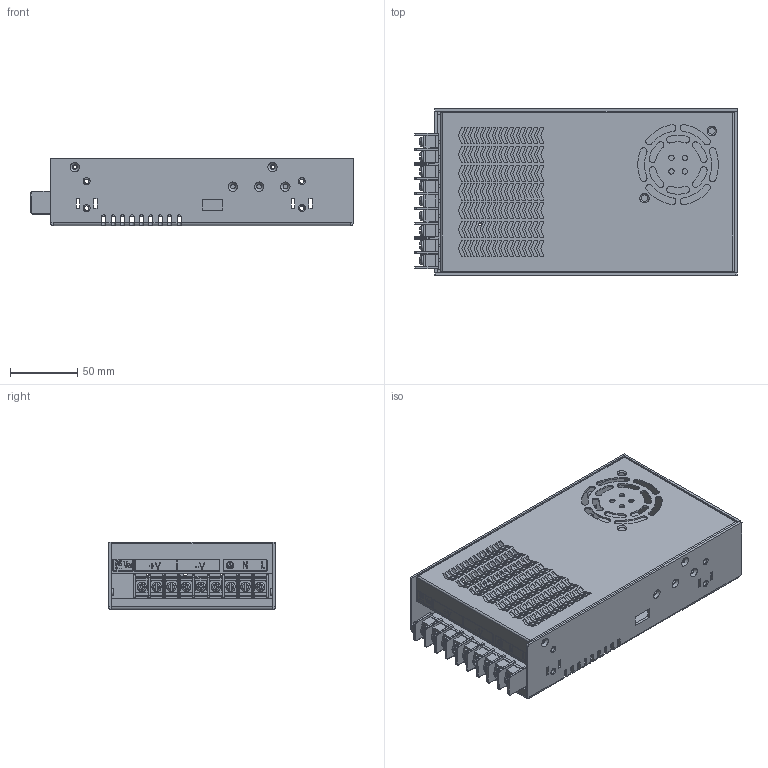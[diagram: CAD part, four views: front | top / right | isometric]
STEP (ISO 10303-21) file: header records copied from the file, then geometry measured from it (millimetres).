
FILE_DESCRIPTION(/* description */ (''),/* implementation_level */ '2;1');
FILE_NAME(/* name */ 'MPS-450W.stp',/* time_stamp */ '2023-07-21T15:31:30+08:00',/* author */ (''),/* organization */ (''),/* preprocessor_version */ 'ST-DEVELOPER v19.3',/* originating_system */ 'SIEMENS PLM Software NX2212.3001',/* authorisation */ '');
FILE_SCHEMA (('AP203_CONFIGURATION_CONTROLLED_3D_DESIGN_OF_MECHANICAL_PARTS_AND_ASSEMBLIES_MIM_LF { 1 0 10303 403 2 1 2}'));
Products named in the file (6): A01J1DZP0000006; MPS-450W-A01P01; 铆钉; A04WJJSK0000020; A04WJJSK0000021; MPS-450W
Assembly tree (9 placements, depth 2):
  MPS-450W
    A04WJJSK0000021
    A04WJJSK0000020
    铆钉  x5
    MPS-450W-A01P01
    A01J1DZP0000006
Bounding box: 239.79 x 124 x 50 mm (x, y, z)
Volume: 201438.8 mm3; surface area: 239662.1 mm2
Topology: 9 solids, 9 shells, 1989 faces, 5596 edges, 3683 vertices
Faces by surface type: plane 1344, cylinder 498, torus 70, extrusion 50, cone 24, bspline 3
Full cylindrical faces by diameter (mm): 2.5 x7, 2.6 x4, 3.3 x12, 3.4 x13, 3.6 x4, 3.7 x2, 4 x10, 4.3 x2, 4.5 x1, 4.8 x10, 5 x2, 5.3 x12, 5.5 x1
Entity records: 64500 total; most frequent: CARTESIAN_POINT 14804, ORIENTED_EDGE 10698, DIRECTION 8989, EDGE_CURVE 5349, VERTEX_POINT 3576, VECTOR 3385, LINE 3335, AXIS2_PLACEMENT_3D 2802
